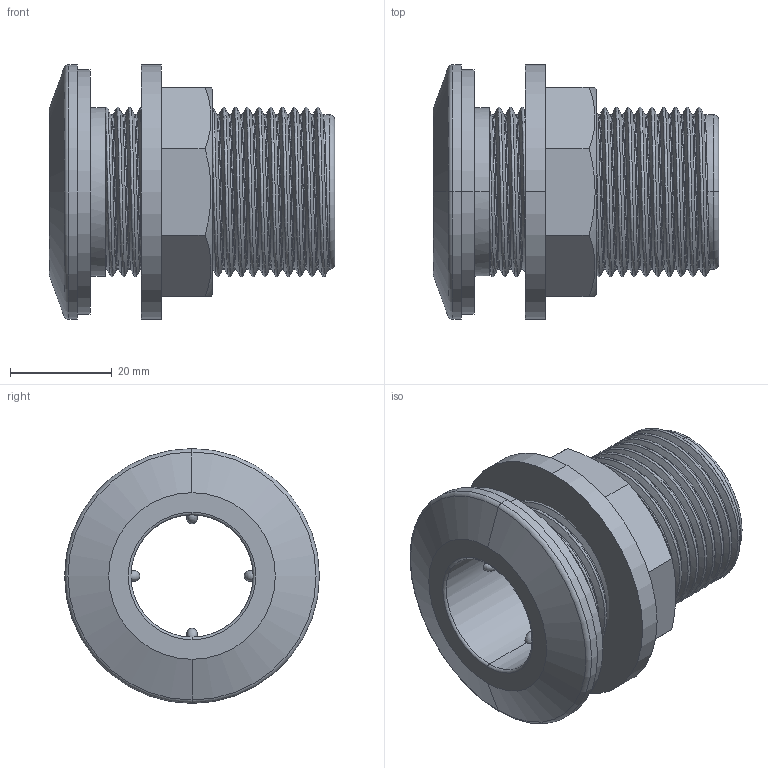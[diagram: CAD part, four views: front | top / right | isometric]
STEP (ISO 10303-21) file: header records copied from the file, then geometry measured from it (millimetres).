
FILE_DESCRIPTION (( 'STEP AP203' ), '1' );
FILE_NAME ('00312_0707.STEP', '2017-05-17T14:29:16', ( '' ), ( '' ), 'SwSTEP 2.0', 'SolidWorks 2011', '' );
FILE_SCHEMA (( 'CONFIG_CONTROL_DESIGN' ));
Length unit declared in the file: millimetre
Products named in the file (4): 00312_0707; 00190_0707; 00115_0707; 00315_0707
Assembly tree (3 placements, depth 2):
  00312_0707
    00315_0707
    00190_0707
    00115_0707
Bounding box: 56 x 50 x 50 mm (x, y, z)
Volume: 37338.9 mm3; surface area: 25253.3 mm2
Topology: 3 solids, 3 shells, 127 faces, 340 edges, 221 vertices
Faces by surface type: cylinder 69, plane 27, torus 15, bspline 10, cone 6
Entity records: 16085 total; most frequent: CARTESIAN_POINT 12872, ORIENTED_EDGE 680, DIRECTION 512, EDGE_CURVE 340, VERTEX_POINT 221, AXIS2_PLACEMENT_3D 201, EDGE_LOOP 135, FACE_OUTER_BOUND 127
